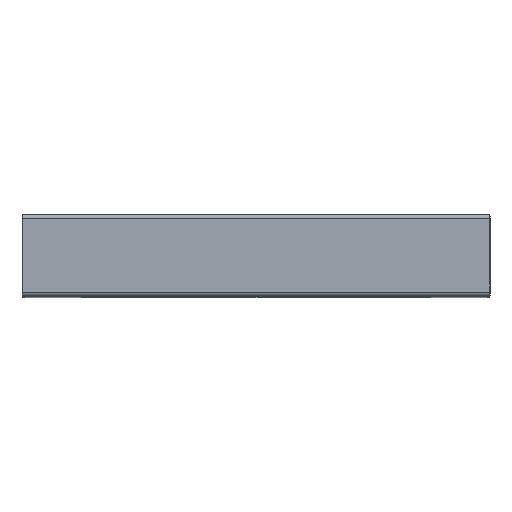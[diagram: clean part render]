
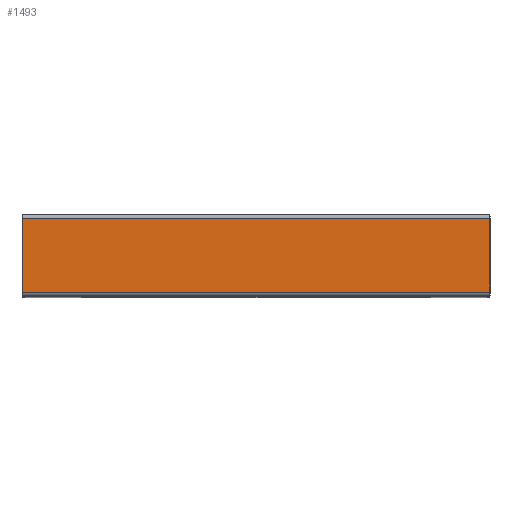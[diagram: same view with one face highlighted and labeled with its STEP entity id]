
A CAD part, top view. The second image highlights one B-rep face of the part: STEP entity #1493.
In plain terms, the highlighted planar face has unit normal (0, 0, 1).
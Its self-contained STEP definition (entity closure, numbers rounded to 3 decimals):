
#30 = VERTEX_POINT ( 'NONE', #1698 ) ;
#73 = DIRECTION ( 'NONE',  ( -1., 0., 0. ) ) ;
#120 = CARTESIAN_POINT ( 'NONE',  ( 200., 70., 386.5 ) ) ;
#213 = FACE_OUTER_BOUND ( 'NONE', #3377, .T. ) ;
#238 = DIRECTION ( 'NONE',  ( 0., 1., 0. ) ) ;
#495 = EDGE_CURVE ( 'NONE', #2369, #2058, #3513, .T. ) ;
#502 = DIRECTION ( 'NONE',  ( -1., 0., 0. ) ) ;
#596 = LINE ( 'NONE', #3218, #1650 ) ;
#718 = ORIENTED_EDGE ( 'NONE', *, *, #495, .F. ) ;
#931 = DIRECTION ( 'NONE',  ( 0., -1., 0. ) ) ;
#1182 = CARTESIAN_POINT ( 'NONE',  ( 200., 70., 386.5 ) ) ;
#1346 = EDGE_CURVE ( 'NONE', #2949, #2058, #596, .T. ) ;
#1493 = ADVANCED_FACE ( 'NONE', ( #213 ), #1694, .F. ) ;
#1509 = VECTOR ( 'NONE', #1927, 1000. ) ;
#1650 = VECTOR ( 'NONE', #502, 1000. ) ;
#1663 = VECTOR ( 'NONE', #238, 1000. ) ;
#1691 = CARTESIAN_POINT ( 'NONE',  ( 200., 3.5, 386.5 ) ) ;
#1694 = PLANE ( 'NONE',  #3284 ) ;
#1698 = CARTESIAN_POINT ( 'NONE',  ( 200., 3.5, 386.5 ) ) ;
#1927 = DIRECTION ( 'NONE',  ( 1., 0., 0. ) ) ;
#2035 = EDGE_CURVE ( 'NONE', #2369, #30, #2990, .T. ) ;
#2058 = VERTEX_POINT ( 'NONE', #3075 ) ;
#2185 = ORIENTED_EDGE ( 'NONE', *, *, #1346, .T. ) ;
#2196 = LINE ( 'NONE', #120, #2835 ) ;
#2284 = EDGE_CURVE ( 'NONE', #2949, #30, #2196, .T. ) ;
#2369 = VERTEX_POINT ( 'NONE', #2841 ) ;
#2527 = DIRECTION ( 'NONE',  ( 0., 0., -1. ) ) ;
#2545 = CARTESIAN_POINT ( 'NONE',  ( -200., 70., 386.5 ) ) ;
#2609 = CARTESIAN_POINT ( 'NONE',  ( 200., 66.5, 386.5 ) ) ;
#2709 = ORIENTED_EDGE ( 'NONE', *, *, #2035, .T. ) ;
#2835 = VECTOR ( 'NONE', #931, 1000. ) ;
#2841 = CARTESIAN_POINT ( 'NONE',  ( -200., 3.5, 386.5 ) ) ;
#2949 = VERTEX_POINT ( 'NONE', #2609 ) ;
#2990 = LINE ( 'NONE', #1691, #1509 ) ;
#3075 = CARTESIAN_POINT ( 'NONE',  ( -200., 66.5, 386.5 ) ) ;
#3106 = ORIENTED_EDGE ( 'NONE', *, *, #2284, .F. ) ;
#3218 = CARTESIAN_POINT ( 'NONE',  ( -200., 66.5, 386.5 ) ) ;
#3284 = AXIS2_PLACEMENT_3D ( 'NONE', #1182, #2527, #73 ) ;
#3377 = EDGE_LOOP ( 'NONE', ( #718, #2709, #3106, #2185 ) ) ;
#3513 = LINE ( 'NONE', #2545, #1663 ) ;
